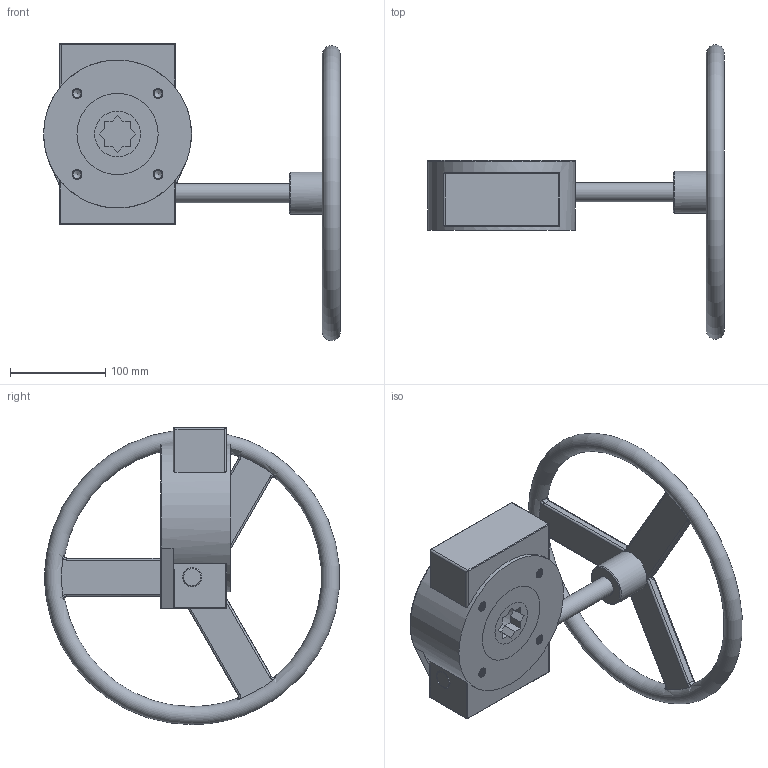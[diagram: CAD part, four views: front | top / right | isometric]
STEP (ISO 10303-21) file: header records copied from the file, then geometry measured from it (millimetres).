
FILE_DESCRIPTION(/* description */ (''),/* implementation_level */ '2;1');
FILE_NAME(/* name */ 'Gear 5596 DN350.step',/* time_stamp */ '2017-10-10T11:37:56+02:00',/* author */ ('mr84N69'),/* organization */ (''),/* preprocessor_version */ 'ST-DEVELOPER v16.13',/* originating_system */ 'Autodesk Translation Framework v6.5.0.72',/* authorisation */ '');
FILE_SCHEMA (('AUTOMOTIVE_DESIGN { 1 0 10303 214 3 1 1 }'));
Length unit declared in the file: millimetre
Products named in the file (6): Gear 5596 (DN350) v2 v5; Component1; Component2; Component3; Stjerne 27x27 v2; Component1_1
Assembly tree (5 placements, depth 3):
  Gear 5596 (DN350) v2 v5
    Component1
    Component2
    Component3
    Stjerne 27x27 v2
      Component1_1
Bounding box: 311 x 308.32 x 311.5 mm (x, y, z)
Volume: 2258748.9 mm3; surface area: 244576.5 mm2
Topology: 4 solids, 4 shells, 284 faces, 766 edges, 482 vertices
Faces by surface type: cylinder 167, plane 55, bspline 36, cone 10, sphere 10, torus 6
Full cylindrical faces by diameter (mm): 8.526 x60, 10.198 x56, 20 x3, 44 x1, 48 x1, 85 x1, 155 x1
Entity records: 23755 total; most frequent: CARTESIAN_POINT 17195, ORIENTED_EDGE 1516, DIRECTION 1072, EDGE_CURVE 758, VERTEX_POINT 482, AXIS2_PLACEMENT_3D 402, B_SPLINE_CURVE_WITH_KNOTS 347, EDGE_LOOP 296
